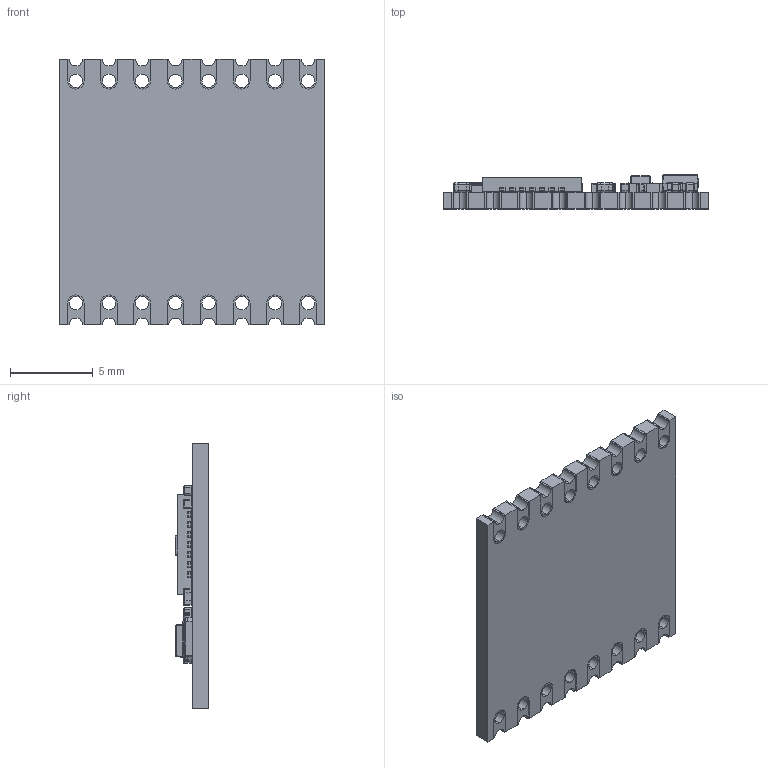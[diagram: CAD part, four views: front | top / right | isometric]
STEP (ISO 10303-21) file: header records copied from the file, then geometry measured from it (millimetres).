
FILE_DESCRIPTION (( 'STEP AP203' ), '1' );
FILE_NAME ('RFM95W v5.STEP', '2019-02-05T17:06:23', ( '' ), ( '' ), 'SwSTEP 2.0', 'SolidWorks 2018', '' );
FILE_SCHEMA (( 'CONFIG_CONTROL_DESIGN' ));
Length unit declared in the file: millimetre
Products named in the file (13): RFM95.step; Inductor SMD 0403 v1.step; SMD Crystal v1.step; RFM95W v5.step; SOT-323 v1.step; QFN 28 v2.step; CAP 0403 v1.step; Res 0403 v1.step; RFM95W v5; CAP ML 0403 v1.step; RFM95-0.step; CAP Ceramic 0403 v1.step; SOT-363 v1.step
Assembly tree (37 placements, depth 4):
  RFM95W v5
    RFM95W v5.step
      RFM95.step
        QFN 28 v2.step
        SMD Crystal v1.step
        CAP 0403 v1.step  x8
        CAP Ceramic 0403 v1.step  x8
        Res 0403 v1.step  x4
        CAP ML 0403 v1.step  x5
        SOT-323 v1.step
        Inductor SMD 0403 v1.step  x5
        SOT-363 v1.step
        RFM95-0.step
Bounding box: 16 x 2.04 x 16 mm (x, y, z)
Volume: 294.7 mm3; surface area: 912.6 mm2
Topology: 92 solids, 92 shells, 2123 faces, 5210 edges, 3116 vertices
Faces by surface type: plane 1153, cylinder 744, sphere 216, bspline 6, torus 4
Entity records: 36026 total; most frequent: CARTESIAN_POINT 6324, DIRECTION 5818, ORIENTED_EDGE 5604, EDGE_CURVE 2802, LINE 2080, VECTOR 2080, AXIS2_PLACEMENT_3D 1869, VERTEX_POINT 1812
